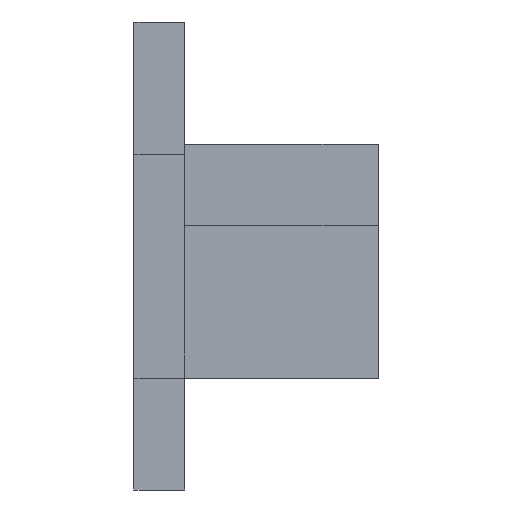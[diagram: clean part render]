
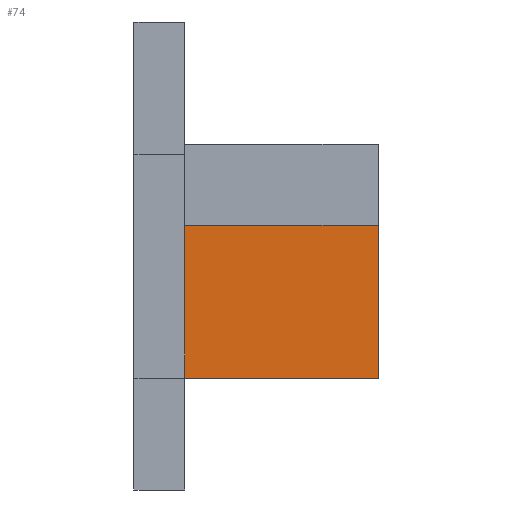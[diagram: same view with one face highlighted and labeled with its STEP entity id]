
A CAD part, left-side view. The second image highlights one B-rep face of the part: STEP entity #74.
In plain terms, the highlighted planar face has unit normal (-1, 0, 0).
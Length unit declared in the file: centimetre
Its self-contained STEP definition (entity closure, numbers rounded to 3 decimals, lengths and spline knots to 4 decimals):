
#74=ADVANCED_FACE('',(#128),#816,.T.);
#128=FACE_OUTER_BOUND('',#182,.T.);
#182=EDGE_LOOP('',(#317,#318,#319,#320));
#317=ORIENTED_EDGE('',*,*,#489,.F.);
#318=ORIENTED_EDGE('',*,*,#490,.F.);
#319=ORIENTED_EDGE('',*,*,#487,.T.);
#320=ORIENTED_EDGE('',*,*,#516,.F.);
#487=EDGE_CURVE('',#724,#744,#616,.T.);
#489=EDGE_CURVE('',#729,#745,#618,.T.);
#490=EDGE_CURVE('',#724,#729,#619,.T.);
#516=EDGE_CURVE('',#745,#744,#645,.T.);
#616=B_SPLINE_CURVE_WITH_KNOTS('',1,(#1099,#1100),.UNSPECIFIED.,.F.,.F.,
(2,2),(0.,9.5),.UNSPECIFIED.);
#618=B_SPLINE_CURVE_WITH_KNOTS('',1,(#1103,#1104),.UNSPECIFIED.,.F.,.F.,
(2,2),(0.,9.5),.UNSPECIFIED.);
#619=B_SPLINE_CURVE_WITH_KNOTS('',1,(#1105,#1106),.UNSPECIFIED.,.F.,.F.,
(2,2),(0.,7.5),.UNSPECIFIED.);
#645=B_SPLINE_CURVE_WITH_KNOTS('',1,(#1157,#1158),.UNSPECIFIED.,.F.,.F.,
(2,2),(-11.,-3.5),.UNSPECIFIED.);
#724=VERTEX_POINT('',#1014);
#729=VERTEX_POINT('',#1019);
#744=VERTEX_POINT('',#1034);
#745=VERTEX_POINT('',#1035);
#816=PLANE('',#882);
#882=AXIS2_PLACEMENT_3D('',#983,#932,$);
#932=DIRECTION('',(-1.,0.,0.));
#983=CARTESIAN_POINT('',(40.4914,5.7679,7.5));
#1014=CARTESIAN_POINT('',(40.4914,5.7679,7.5));
#1019=CARTESIAN_POINT('',(40.4914,5.7679,0.));
#1034=CARTESIAN_POINT('',(40.4914,15.2679,7.5));
#1035=CARTESIAN_POINT('',(40.4914,15.2679,0.));
#1099=CARTESIAN_POINT('',(40.4914,5.7679,7.5));
#1100=CARTESIAN_POINT('',(40.4914,15.2679,7.5));
#1103=CARTESIAN_POINT('',(40.4914,5.7679,0.));
#1104=CARTESIAN_POINT('',(40.4914,15.2679,0.));
#1105=CARTESIAN_POINT('',(40.4914,5.7679,7.5));
#1106=CARTESIAN_POINT('',(40.4914,5.7679,0.));
#1157=CARTESIAN_POINT('',(40.4914,15.2679,0.));
#1158=CARTESIAN_POINT('',(40.4914,15.2679,7.5));
